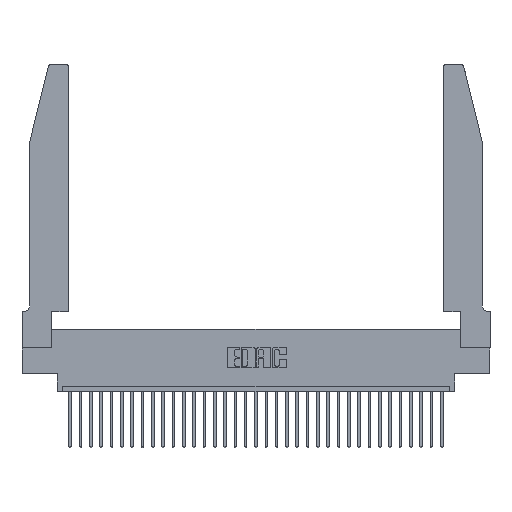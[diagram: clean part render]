
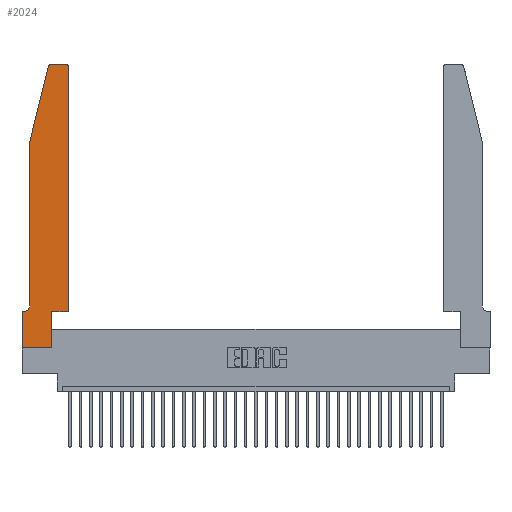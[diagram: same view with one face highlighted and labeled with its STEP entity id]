
A CAD part, top view. The second image highlights one B-rep face of the part: STEP entity #2024.
In plain terms, the highlighted planar face has unit normal (0, 0, 1).
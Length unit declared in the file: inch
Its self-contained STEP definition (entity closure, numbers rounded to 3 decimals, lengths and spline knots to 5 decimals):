
#24 = VECTOR ( 'NONE', #8391, 39.37008 ) ;
#632 = VERTEX_POINT ( 'NONE', #18288 ) ;
#1042 = ORIENTED_EDGE ( 'NONE', *, *, #8321, .T. ) ;
#1570 = LINE ( 'NONE', #29644, #27326 ) ;
#2024 = ADVANCED_FACE ( 'NONE', ( #2920 ), #26177, .T. ) ;
#2263 = CARTESIAN_POINT ( 'NONE',  ( 0.4505, 0.35, 0.37 ) ) ;
#2298 = VERTEX_POINT ( 'NONE', #8551 ) ;
#2305 = VECTOR ( 'NONE', #25025, 39.37008 ) ;
#2452 = EDGE_CURVE ( 'NONE', #30056, #13047, #6553, .T. ) ;
#2901 = CARTESIAN_POINT ( 'NONE',  ( 0., 0.35, 0.37 ) ) ;
#2920 = FACE_OUTER_BOUND ( 'NONE', #28481, .T. ) ;
#3422 = DIRECTION ( 'NONE',  ( 0., 1., 0. ) ) ;
#3525 = EDGE_CURVE ( 'NONE', #632, #9274, #15696, .T. ) ;
#4132 = VERTEX_POINT ( 'NONE', #24555 ) ;
#4165 = DIRECTION ( 'NONE',  ( -1., 0., 0. ) ) ;
#4456 = CARTESIAN_POINT ( 'NONE',  ( 0., 0., 0.37 ) ) ;
#4471 = DIRECTION ( 'NONE',  ( 0., 0., -1. ) ) ;
#4558 = VECTOR ( 'NONE', #21391, 39.37008 ) ;
#4580 = DIRECTION ( 'NONE',  ( -1., 0., 0. ) ) ;
#4711 = EDGE_CURVE ( 'NONE', #25339, #9780, #22394, .T. ) ;
#5490 = VECTOR ( 'NONE', #17534, 39.37008 ) ;
#5532 = CIRCLE ( 'NONE', #25163, 0.07 ) ;
#5792 = CIRCLE ( 'NONE', #14042, 0.03 ) ;
#5815 = CARTESIAN_POINT ( 'NONE',  ( 0., 0., 0.37 ) ) ;
#6220 = CARTESIAN_POINT ( 'NONE',  ( 0.0755, 0.35, 0.37 ) ) ;
#6405 = CARTESIAN_POINT ( 'NONE',  ( 0.2865, 0.35, 0.37 ) ) ;
#6553 = LINE ( 'NONE', #27623, #6928 ) ;
#6739 = AXIS2_PLACEMENT_3D ( 'NONE', #21557, #15957, #16279 ) ;
#6928 = VECTOR ( 'NONE', #9851, 39.37008 ) ;
#8321 = EDGE_CURVE ( 'NONE', #28908, #2298, #1570, .T. ) ;
#8391 = DIRECTION ( 'NONE',  ( 1., 0., 0. ) ) ;
#8531 = CARTESIAN_POINT ( 'NONE',  ( 0.4505, 2.72, 0.37 ) ) ;
#8551 = CARTESIAN_POINT ( 'NONE',  ( 0.284, 2.75, 0.37 ) ) ;
#8855 = CARTESIAN_POINT ( 'NONE',  ( 0.4205, 2.72, 0.37 ) ) ;
#8884 = LINE ( 'NONE', #16776, #30607 ) ;
#9274 = VERTEX_POINT ( 'NONE', #6405 ) ;
#9780 = VERTEX_POINT ( 'NONE', #4456 ) ;
#9851 = DIRECTION ( 'NONE',  ( -0.239, -0.971, 0. ) ) ;
#10689 = DIRECTION ( 'NONE',  ( 1., 0., 0. ) ) ;
#11326 = EDGE_CURVE ( 'NONE', #25049, #28908, #5792, .T. ) ;
#11339 = LINE ( 'NONE', #15031, #24 ) ;
#11371 = EDGE_CURVE ( 'NONE', #9274, #4132, #21048, .T. ) ;
#12639 = EDGE_CURVE ( 'NONE', #9780, #632, #11339, .T. ) ;
#13047 = VERTEX_POINT ( 'NONE', #26134 ) ;
#13651 = EDGE_CURVE ( 'NONE', #2298, #30056, #14371, .T. ) ;
#14042 = AXIS2_PLACEMENT_3D ( 'NONE', #8855, #16555, #18821 ) ;
#14222 = VERTEX_POINT ( 'NONE', #32345 ) ;
#14371 = CIRCLE ( 'NONE', #6739, 0.03 ) ;
#14452 = AXIS2_PLACEMENT_3D ( 'NONE', #2901, #20982, #10689 ) ;
#15031 = CARTESIAN_POINT ( 'NONE',  ( 0., 0., 0.37 ) ) ;
#15696 = LINE ( 'NONE', #18918, #16490 ) ;
#15925 = LINE ( 'NONE', #2263, #5490 ) ;
#15957 = DIRECTION ( 'NONE',  ( 0., 0., 1. ) ) ;
#16279 = DIRECTION ( 'NONE',  ( 1., 0., 0. ) ) ;
#16490 = VECTOR ( 'NONE', #3422, 39.37008 ) ;
#16555 = DIRECTION ( 'NONE',  ( 0., 0., 1. ) ) ;
#16776 = CARTESIAN_POINT ( 'NONE',  ( 0.0755, 2., 0.37 ) ) ;
#17130 = EDGE_CURVE ( 'NONE', #30246, #25339, #27838, .T. ) ;
#17193 = ORIENTED_EDGE ( 'NONE', *, *, #4711, .T. ) ;
#17230 = ORIENTED_EDGE ( 'NONE', *, *, #12639, .T. ) ;
#17534 = DIRECTION ( 'NONE',  ( 0., 1., 0. ) ) ;
#17754 = ORIENTED_EDGE ( 'NONE', *, *, #11326, .T. ) ;
#17982 = EDGE_CURVE ( 'NONE', #13047, #14222, #8884, .T. ) ;
#18189 = CARTESIAN_POINT ( 'NONE',  ( 0.4205, 2.75, 0.37 ) ) ;
#18288 = CARTESIAN_POINT ( 'NONE',  ( 0.2865, 0., 0.37 ) ) ;
#18821 = DIRECTION ( 'NONE',  ( 1., 0., 0. ) ) ;
#18918 = CARTESIAN_POINT ( 'NONE',  ( 0.2865, 0.35, 0.37 ) ) ;
#19129 = ORIENTED_EDGE ( 'NONE', *, *, #17130, .T. ) ;
#19980 = CARTESIAN_POINT ( 'NONE',  ( 0.0055, 0.42, 0.37 ) ) ;
#19997 = ORIENTED_EDGE ( 'NONE', *, *, #3525, .T. ) ;
#20123 = ORIENTED_EDGE ( 'NONE', *, *, #17982, .T. ) ;
#20365 = CARTESIAN_POINT ( 'NONE',  ( 0.25487, 2.72718, 0.37 ) ) ;
#20982 = DIRECTION ( 'NONE',  ( 0., 0., 1. ) ) ;
#21048 = LINE ( 'NONE', #29086, #4558 ) ;
#21152 = CARTESIAN_POINT ( 'NONE',  ( 0.0055, 0.35, 0.37 ) ) ;
#21367 = DIRECTION ( 'NONE',  ( -1., 0., 0. ) ) ;
#21391 = DIRECTION ( 'NONE',  ( 1., 0., 0. ) ) ;
#21557 = CARTESIAN_POINT ( 'NONE',  ( 0.284, 2.72, 0.37 ) ) ;
#22394 = LINE ( 'NONE', #5815, #2305 ) ;
#23151 = ORIENTED_EDGE ( 'NONE', *, *, #28977, .T. ) ;
#23819 = ORIENTED_EDGE ( 'NONE', *, *, #13651, .T. ) ;
#24193 = ORIENTED_EDGE ( 'NONE', *, *, #28722, .T. ) ;
#24555 = CARTESIAN_POINT ( 'NONE',  ( 0.4505, 0.35, 0.37 ) ) ;
#25025 = DIRECTION ( 'NONE',  ( 0., -1., 0. ) ) ;
#25049 = VERTEX_POINT ( 'NONE', #8531 ) ;
#25163 = AXIS2_PLACEMENT_3D ( 'NONE', #19980, #4471, #4580 ) ;
#25339 = VERTEX_POINT ( 'NONE', #29996 ) ;
#26134 = CARTESIAN_POINT ( 'NONE',  ( 0.0755, 2., 0.37 ) ) ;
#26177 = PLANE ( 'NONE',  #14452 ) ;
#27137 = ORIENTED_EDGE ( 'NONE', *, *, #2452, .T. ) ;
#27326 = VECTOR ( 'NONE', #4165, 39.37008 ) ;
#27614 = ORIENTED_EDGE ( 'NONE', *, *, #11371, .T. ) ;
#27623 = CARTESIAN_POINT ( 'NONE',  ( 0.0755, 2., 0.37 ) ) ;
#27838 = LINE ( 'NONE', #6220, #31109 ) ;
#28481 = EDGE_LOOP ( 'NONE', ( #1042, #23819, #27137, #20123, #24193, #19129, #17193, #17230, #19997, #27614, #23151, #17754 ) ) ;
#28722 = EDGE_CURVE ( 'NONE', #14222, #30246, #5532, .T. ) ;
#28908 = VERTEX_POINT ( 'NONE', #18189 ) ;
#28977 = EDGE_CURVE ( 'NONE', #4132, #25049, #15925, .T. ) ;
#29086 = CARTESIAN_POINT ( 'NONE',  ( 0.4505, 0.35, 0.37 ) ) ;
#29644 = CARTESIAN_POINT ( 'NONE',  ( 0.2605, 2.75, 0.37 ) ) ;
#29996 = CARTESIAN_POINT ( 'NONE',  ( 0., 0.35, 0.37 ) ) ;
#30056 = VERTEX_POINT ( 'NONE', #20365 ) ;
#30246 = VERTEX_POINT ( 'NONE', #21152 ) ;
#30607 = VECTOR ( 'NONE', #32483, 39.37008 ) ;
#31109 = VECTOR ( 'NONE', #21367, 39.37008 ) ;
#32345 = CARTESIAN_POINT ( 'NONE',  ( 0.0755, 0.42, 0.37 ) ) ;
#32483 = DIRECTION ( 'NONE',  ( 0., -1., 0. ) ) ;
